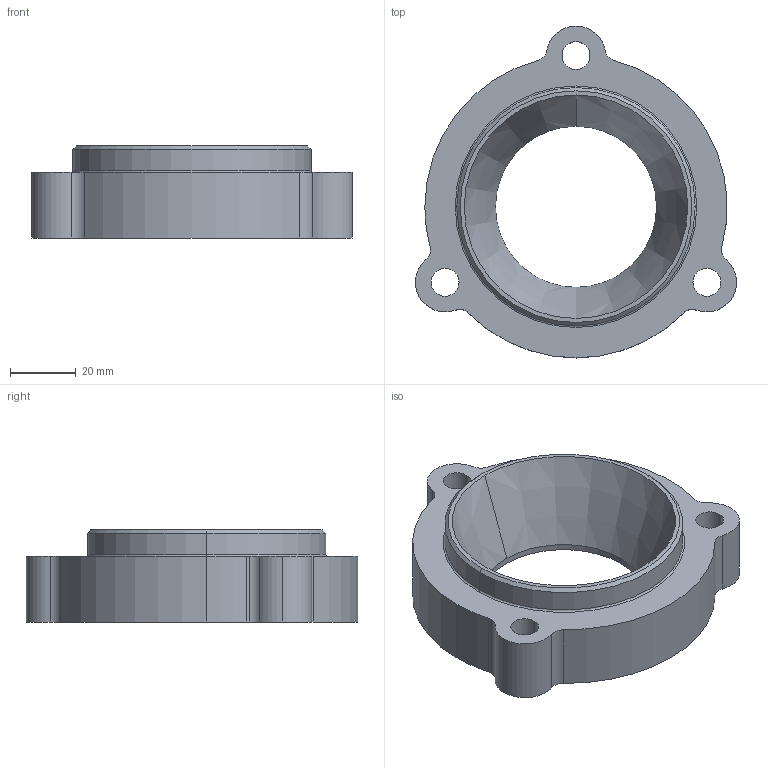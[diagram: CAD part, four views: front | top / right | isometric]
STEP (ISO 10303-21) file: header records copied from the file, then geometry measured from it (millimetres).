
FILE_DESCRIPTION (( 'STEP AP203' ), '1' );
FILE_NAME ('Cale_papillon_ACAV-205#1_ind.B.STEP', '2023-04-28T17:49:57', ( '' ), ( '' ), 'SwSTEP 2.0', 'SolidWorks 2016', '' );
FILE_SCHEMA (( 'CONFIG_CONTROL_DESIGN' ));
Length unit declared in the file: millimetre
Products named in the file (1): Cale_papillon_ACAV-205#1_ind.B
Bounding box: 97.67 x 101 x 28 mm (x, y, z)
Volume: 93915.8 mm3; surface area: 23700 mm2
Topology: 1 solids, 1 shells, 43 faces, 107 edges, 70 vertices
Faces by surface type: cylinder 31, plane 6, cone 4, torus 2
Entity records: 1414 total; most frequent: DIRECTION 267, CARTESIAN_POINT 221, ORIENTED_EDGE 214, AXIS2_PLACEMENT_3D 116, EDGE_CURVE 107, CIRCLE 72, VERTEX_POINT 70, EDGE_LOOP 55
